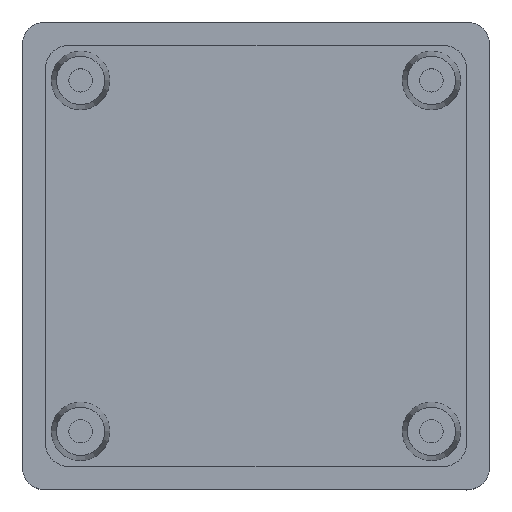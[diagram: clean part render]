
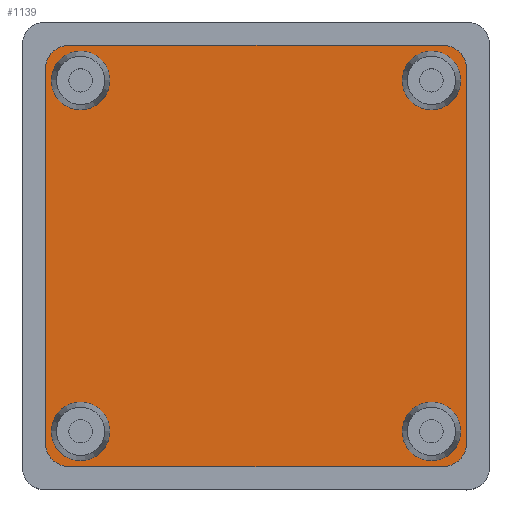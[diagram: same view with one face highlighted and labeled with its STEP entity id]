
A CAD part, top view. The second image highlights one B-rep face of the part: STEP entity #1139.
In plain terms, the highlighted planar face has unit normal (0, 0, 1).
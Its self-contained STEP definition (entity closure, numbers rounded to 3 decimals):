
#19 = AXIS2_PLACEMENT_3D ( 'NONE', #718, #742, #862 ) ;
#29 = VERTEX_POINT ( 'NONE', #111 ) ;
#32 = ORIENTED_EDGE ( 'NONE', *, *, #1324, .F. ) ;
#56 = EDGE_CURVE ( 'Edge34', #931, #911, #97, .T. ) ;
#59 = DIRECTION ( 'NONE',  ( 1., 0., 0. ) ) ;
#61 = DIRECTION ( 'NONE',  ( 1., 0., 0. ) ) ;
#69 = DIRECTION ( 'NONE',  ( 0., 0., 1. ) ) ;
#71 = CARTESIAN_POINT ( 'NONE',  ( -43.372, 15.904, 3. ) ) ;
#89 = CARTESIAN_POINT ( 'NONE',  ( -7.872, 14.904, 3. ) ) ;
#97 = LINE ( 'NONE', #441, #238 ) ;
#102 = EDGE_CURVE ( 'Edge22', #1264, #544, #792, .T. ) ;
#111 = CARTESIAN_POINT ( 'NONE',  ( -7.872, -15.096, 3. ) ) ;
#117 = VECTOR ( 'NONE', #1110, 1000. ) ;
#139 = EDGE_CURVE ( 'Edge17', #622, #1562, #1156, .T. ) ;
#162 = FACE_BOUND ( 'NONE', #380, .T. ) ;
#177 = DIRECTION ( 'NONE',  ( 1., 0., 0. ) ) ;
#197 = CARTESIAN_POINT ( 'NONE',  ( -12.872, 14.904, 3. ) ) ;
#211 = EDGE_CURVE ( 'Edge5', #1271, #750, #1137, .T. ) ;
#218 = CARTESIAN_POINT ( 'NONE',  ( -43.372, -16.096, 3. ) ) ;
#238 = VECTOR ( 'NONE', #844, 1000. ) ;
#289 = AXIS2_PLACEMENT_3D ( 'NONE', #1589, #484, #1080 ) ;
#290 = CARTESIAN_POINT ( 'NONE',  ( -10.372, -15.096, 3. ) ) ;
#304 = ORIENTED_EDGE ( 'NONE', *, *, #211, .T. ) ;
#305 = DIRECTION ( 'NONE',  ( 1., 0., 0. ) ) ;
#313 = CARTESIAN_POINT ( 'NONE',  ( -42.872, -15.096, 3. ) ) ;
#324 = DIRECTION ( 'NONE',  ( 0., 0., 1. ) ) ;
#325 = CARTESIAN_POINT ( 'NONE',  ( -9.372, -16.096, 3. ) ) ;
#338 = ORIENTED_EDGE ( 'NONE', *, *, #805, .F. ) ;
#344 = CIRCLE ( 'NONE', #897, 2.5 ) ;
#349 = EDGE_CURVE ( 'Edge11', #29, #469, #344, .T. ) ;
#354 = CARTESIAN_POINT ( 'NONE',  ( -40.372, -15.096, 3. ) ) ;
#368 = EDGE_CURVE ( 'Edge22', #544, #1264, #564, .T. ) ;
#371 = DIRECTION ( 'NONE',  ( 1., 0., 0. ) ) ;
#380 = EDGE_LOOP ( 'NONE', ( #1138, #338 ) ) ;
#385 = VERTEX_POINT ( 'NONE', #1424 ) ;
#395 = AXIS2_PLACEMENT_3D ( 'NONE', #1511, #763, #397 ) ;
#396 = EDGE_LOOP ( 'NONE', ( #1297, #880 ) ) ;
#397 = DIRECTION ( 'NONE',  ( 1., 0., 0. ) ) ;
#400 = DIRECTION ( 'NONE',  ( 0., 0., 1. ) ) ;
#402 = FACE_BOUND ( 'NONE', #396, .T. ) ;
#414 = ORIENTED_EDGE ( 'NONE', *, *, #590, .T. ) ;
#423 = EDGE_CURVE ( 'Edge54', #1241, #931, #1391, .T. ) ;
#429 = DIRECTION ( 'NONE',  ( 1., 0., 0. ) ) ;
#431 = LINE ( 'NONE', #930, #789 ) ;
#439 = DIRECTION ( 'NONE',  ( 0., 0., 1. ) ) ;
#441 = CARTESIAN_POINT ( 'NONE',  ( -7.372, -18.096, 3. ) ) ;
#446 = AXIS2_PLACEMENT_3D ( 'NONE', #354, #1003, #749 ) ;
#469 = VERTEX_POINT ( 'NONE', #1160 ) ;
#482 = AXIS2_PLACEMENT_3D ( 'NONE', #1189, #324, #1439 ) ;
#484 = DIRECTION ( 'NONE',  ( 0., 0., 1. ) ) ;
#497 = AXIS2_PLACEMENT_3D ( 'NONE', #1436, #1578, #595 ) ;
#513 = CIRCLE ( 'NONE', #19, 2.5 ) ;
#515 = EDGE_CURVE ( 'Edge29', #385, #1241, #431, .T. ) ;
#519 = CARTESIAN_POINT ( 'NONE',  ( -7.372, 17.904, 3. ) ) ;
#526 = FACE_BOUND ( 'NONE', #632, .T. ) ;
#542 = VERTEX_POINT ( 'NONE', #1167 ) ;
#543 = DIRECTION ( 'NONE',  ( 0., 0., 1. ) ) ;
#544 = VERTEX_POINT ( 'NONE', #89 ) ;
#545 = EDGE_CURVE ( 'NONE', #911, #1271, #987, .T. ) ;
#546 = ORIENTED_EDGE ( 'NONE', *, *, #515, .T. ) ;
#556 = PLANE ( 'NONE',  #482 ) ;
#564 = CIRCLE ( 'NONE', #1103, 2.5 ) ;
#567 = DIRECTION ( 'NONE',  ( 0., 0., 1. ) ) ;
#590 = EDGE_CURVE ( 'NONE', #1183, #385, #708, .T. ) ;
#595 = DIRECTION ( 'NONE',  ( 1., 0., 0. ) ) ;
#611 = CARTESIAN_POINT ( 'NONE',  ( -43.372, 17.904, 3. ) ) ;
#622 = VERTEX_POINT ( 'NONE', #313 ) ;
#632 = EDGE_LOOP ( 'NONE', ( #727, #1082 ) ) ;
#672 = EDGE_CURVE ( 'Edge9', #542, #1508, #1070, .T. ) ;
#680 = FACE_BOUND ( 'NONE', #864, .T. ) ;
#699 = AXIS2_PLACEMENT_3D ( 'NONE', #1274, #400, #371 ) ;
#708 = CIRCLE ( 'NONE', #1281, 2. ) ;
#718 = CARTESIAN_POINT ( 'NONE',  ( -40.372, -15.096, 3. ) ) ;
#727 = ORIENTED_EDGE ( 'NONE', *, *, #935, .F. ) ;
#742 = DIRECTION ( 'NONE',  ( 0., 0., 1. ) ) ;
#749 = DIRECTION ( 'NONE',  ( 1., 0., 0. ) ) ;
#750 = VERTEX_POINT ( 'NONE', #1571 ) ;
#763 = DIRECTION ( 'NONE',  ( 0., 0., 1. ) ) ;
#789 = VECTOR ( 'NONE', #177, 1000. ) ;
#792 = CIRCLE ( 'NONE', #814, 2.5 ) ;
#799 = EDGE_CURVE ( 'Edge32', #1228, #1183, #1229, .T. ) ;
#805 = EDGE_CURVE ( 'Edge11', #469, #29, #1444, .T. ) ;
#814 = AXIS2_PLACEMENT_3D ( 'NONE', #1129, #981, #1374 ) ;
#844 = DIRECTION ( 'NONE',  ( 0., 1., 0. ) ) ;
#862 = DIRECTION ( 'NONE',  ( 1., 0., 0. ) ) ;
#864 = EDGE_LOOP ( 'NONE', ( #32, #1249 ) ) ;
#880 = ORIENTED_EDGE ( 'NONE', *, *, #102, .F. ) ;
#897 = AXIS2_PLACEMENT_3D ( 'NONE', #290, #543, #59 ) ;
#911 = VERTEX_POINT ( 'NONE', #1030 ) ;
#914 = CARTESIAN_POINT ( 'NONE',  ( -10.372, 14.904, 3. ) ) ;
#915 = ORIENTED_EDGE ( 'NONE', *, *, #56, .T. ) ;
#925 = DIRECTION ( 'NONE',  ( 0., 0., 1. ) ) ;
#930 = CARTESIAN_POINT ( 'NONE',  ( -43.372, -18.096, 3. ) ) ;
#931 = VERTEX_POINT ( 'NONE', #1126 ) ;
#935 = EDGE_CURVE ( 'Edge9', #1508, #542, #1093, .T. ) ;
#981 = DIRECTION ( 'NONE',  ( 0., 0., 1. ) ) ;
#987 = CIRCLE ( 'NONE', #1202, 2. ) ;
#1003 = DIRECTION ( 'NONE',  ( 0., 0., 1. ) ) ;
#1014 = CIRCLE ( 'NONE', #289, 2. ) ;
#1018 = CARTESIAN_POINT ( 'NONE',  ( -37.872, -15.096, 3. ) ) ;
#1030 = CARTESIAN_POINT ( 'NONE',  ( -7.372, 15.904, 3. ) ) ;
#1045 = ORIENTED_EDGE ( 'NONE', *, *, #799, .T. ) ;
#1057 = CARTESIAN_POINT ( 'NONE',  ( -9.372, 15.904, 3. ) ) ;
#1070 = CIRCLE ( 'NONE', #497, 2.5 ) ;
#1080 = DIRECTION ( 'NONE',  ( 1., 0., 0. ) ) ;
#1082 = ORIENTED_EDGE ( 'NONE', *, *, #672, .F. ) ;
#1093 = CIRCLE ( 'NONE', #395, 2.5 ) ;
#1103 = AXIS2_PLACEMENT_3D ( 'NONE', #914, #925, #305 ) ;
#1110 = DIRECTION ( 'NONE',  ( -1., 0., 0. ) ) ;
#1126 = CARTESIAN_POINT ( 'NONE',  ( -7.372, -16.096, 3. ) ) ;
#1129 = CARTESIAN_POINT ( 'NONE',  ( -10.372, 14.904, 3. ) ) ;
#1137 = LINE ( 'NONE', #519, #117 ) ;
#1138 = ORIENTED_EDGE ( 'NONE', *, *, #349, .F. ) ;
#1139 = ADVANCED_FACE ( 'Face7', ( #526, #402, #162, #680, #1175 ), #556, .T. ) ;
#1156 = CIRCLE ( 'NONE', #446, 2.5 ) ;
#1160 = CARTESIAN_POINT ( 'NONE',  ( -12.872, -15.096, 3. ) ) ;
#1167 = CARTESIAN_POINT ( 'NONE',  ( -42.872, 14.904, 3. ) ) ;
#1175 = FACE_OUTER_BOUND ( 'NONE', #1372, .T. ) ;
#1183 = VERTEX_POINT ( 'NONE', #218 ) ;
#1185 = AXIS2_PLACEMENT_3D ( 'NONE', #325, #567, #1310 ) ;
#1186 = CARTESIAN_POINT ( 'NONE',  ( -41.372, -16.096, 3. ) ) ;
#1189 = CARTESIAN_POINT ( 'NONE',  ( 0., 0., 3. ) ) ;
#1202 = AXIS2_PLACEMENT_3D ( 'NONE', #1057, #69, #429 ) ;
#1228 = VERTEX_POINT ( 'NONE', #71 ) ;
#1229 = LINE ( 'NONE', #611, #1368 ) ;
#1241 = VERTEX_POINT ( 'NONE', #1554 ) ;
#1249 = ORIENTED_EDGE ( 'NONE', *, *, #139, .F. ) ;
#1264 = VERTEX_POINT ( 'NONE', #197 ) ;
#1271 = VERTEX_POINT ( 'NONE', #1580 ) ;
#1274 = CARTESIAN_POINT ( 'NONE',  ( -10.372, -15.096, 3. ) ) ;
#1281 = AXIS2_PLACEMENT_3D ( 'NONE', #1186, #439, #61 ) ;
#1297 = ORIENTED_EDGE ( 'NONE', *, *, #368, .F. ) ;
#1310 = DIRECTION ( 'NONE',  ( 1., 0., 0. ) ) ;
#1324 = EDGE_CURVE ( 'Edge17', #1562, #622, #513, .T. ) ;
#1368 = VECTOR ( 'NONE', #1601, 1000. ) ;
#1372 = EDGE_LOOP ( 'NONE', ( #304, #1603, #1045, #414, #546, #1383, #915, #1481 ) ) ;
#1374 = DIRECTION ( 'NONE',  ( 1., 0., 0. ) ) ;
#1383 = ORIENTED_EDGE ( 'NONE', *, *, #423, .T. ) ;
#1391 = CIRCLE ( 'NONE', #1185, 2. ) ;
#1424 = CARTESIAN_POINT ( 'NONE',  ( -41.372, -18.096, 3. ) ) ;
#1436 = CARTESIAN_POINT ( 'NONE',  ( -40.372, 14.904, 3. ) ) ;
#1439 = DIRECTION ( 'NONE',  ( 1., 0., 0. ) ) ;
#1444 = CIRCLE ( 'NONE', #699, 2.5 ) ;
#1481 = ORIENTED_EDGE ( 'NONE', *, *, #545, .T. ) ;
#1492 = EDGE_CURVE ( 'NONE', #750, #1228, #1014, .T. ) ;
#1508 = VERTEX_POINT ( 'NONE', #1576 ) ;
#1511 = CARTESIAN_POINT ( 'NONE',  ( -40.372, 14.904, 3. ) ) ;
#1554 = CARTESIAN_POINT ( 'NONE',  ( -9.372, -18.096, 3. ) ) ;
#1562 = VERTEX_POINT ( 'NONE', #1018 ) ;
#1571 = CARTESIAN_POINT ( 'NONE',  ( -41.372, 17.904, 3. ) ) ;
#1576 = CARTESIAN_POINT ( 'NONE',  ( -37.872, 14.904, 3. ) ) ;
#1578 = DIRECTION ( 'NONE',  ( 0., 0., 1. ) ) ;
#1580 = CARTESIAN_POINT ( 'NONE',  ( -9.372, 17.904, 3. ) ) ;
#1589 = CARTESIAN_POINT ( 'NONE',  ( -41.372, 15.904, 3. ) ) ;
#1601 = DIRECTION ( 'NONE',  ( 0., -1., 0. ) ) ;
#1603 = ORIENTED_EDGE ( 'NONE', *, *, #1492, .T. ) ;
